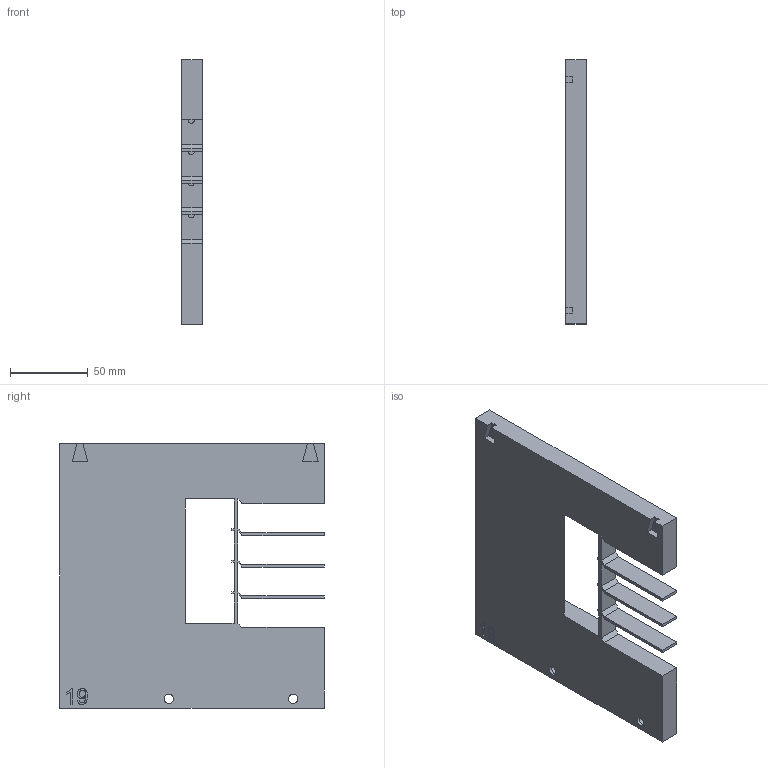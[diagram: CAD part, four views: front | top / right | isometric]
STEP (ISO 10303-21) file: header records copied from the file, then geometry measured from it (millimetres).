
FILE_DESCRIPTION(('FreeCAD Model'),'2;1');
FILE_NAME('Open CASCADE Shape Model','2025-05-28T20:55:38',(''),(''), 'Open CASCADE STEP processor 7.8','FreeCAD','Unknown');
FILE_SCHEMA(('AUTOMOTIVE_DESIGN { 1 0 10303 214 1 1 1 1 }'));
Length unit declared in the file: millimetre
Products named in the file (1): 19MotherboardIoPart
Bounding box: 13 x 170 x 170 mm (x, y, z)
Volume: 279904.8 mm3; surface area: 62783.7 mm2
Topology: 1 solids, 1 shells, 118 faces, 335 edges, 224 vertices
Faces by surface type: plane 76, extrusion 33, cylinder 9
Full cylindrical faces by diameter (mm): 4 x4, 6 x2, 7.5 x2
Entity records: 4272 total; most frequent: CARTESIAN_POINT 1257, ORIENTED_EDGE 670, DIRECTION 494, EDGE_CURVE 335, VECTOR 282, LINE 249, VERTEX_POINT 224, FACE_BOUND 137
